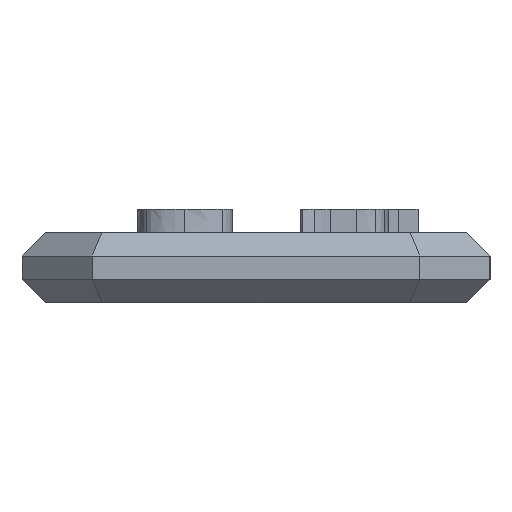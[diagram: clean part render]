
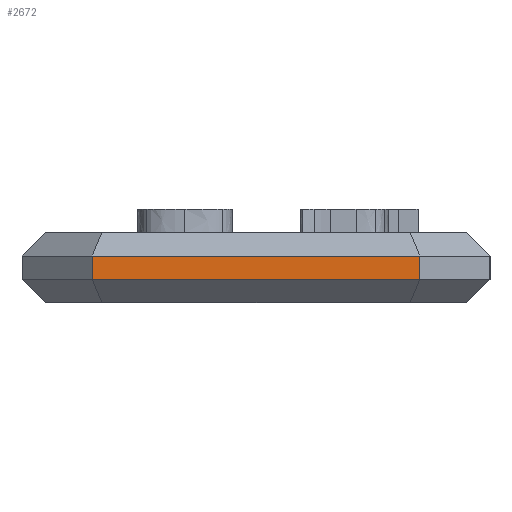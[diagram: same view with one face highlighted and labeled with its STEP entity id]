
A CAD part, left-side view. The second image highlights one B-rep face of the part: STEP entity #2672.
In plain terms, the highlighted planar face has unit normal (-1, 0, 0).
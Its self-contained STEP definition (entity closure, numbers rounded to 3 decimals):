
#2672=ADVANCED_FACE('',(#5475),#5477,.T.);
#5475=FACE_BOUND('',#5476,.T.);
#5476=EDGE_LOOP('',(#8146,#8147,#8148,#8149));
#5477=PLANE('',#5478);
#5478=AXIS2_PLACEMENT_3D('',#5479,#5480,#5481);
#5479=CARTESIAN_POINT('',(-30.,10.,0.));
#5480=DIRECTION('',(-1.,0.,0.));
#5481=DIRECTION('',(0.,-1.,0.));
#8146=ORIENTED_EDGE('',*,*,#9288,.T.);
#8147=ORIENTED_EDGE('',*,*,#9858,.T.);
#8148=ORIENTED_EDGE('',*,*,#9313,.F.);
#8149=ORIENTED_EDGE('',*,*,#9859,.F.);
#9288=EDGE_CURVE('',#10674,#10675,#10676,.T.);
#9313=EDGE_CURVE('',#10709,#10712,#10713,.T.);
#9858=EDGE_CURVE('',#10675,#10712,#11529,.T.);
#9859=EDGE_CURVE('',#10674,#10709,#11530,.T.);
#10674=VERTEX_POINT('',#13079);
#10675=VERTEX_POINT('',#13080);
#10676=LINE('',#13081,#13082);
#10709=VERTEX_POINT('',#13160);
#10712=VERTEX_POINT('',#13167);
#10713=LINE('',#13168,#13169);
#11529=LINE('',#15074,#15075);
#11530=LINE('',#15077,#15078);
#13079=CARTESIAN_POINT('',(-30.,7.,1.));
#13080=CARTESIAN_POINT('',(-30.,-7.,1.));
#13081=CARTESIAN_POINT('',(-30.,7.,1.));
#13082=VECTOR('',#13083,1.);
#13083=DIRECTION('',(0.,-1.,0.));
#13160=CARTESIAN_POINT('',(-30.,7.,2.));
#13167=CARTESIAN_POINT('',(-30.,-7.,2.));
#13168=CARTESIAN_POINT('',(-30.,7.,2.));
#13169=VECTOR('',#13170,1.);
#13170=DIRECTION('',(0.,-1.,0.));
#15074=CARTESIAN_POINT('',(-30.,-7.,1.));
#15075=VECTOR('',#15076,1.);
#15076=DIRECTION('',(0.,0.,1.));
#15077=CARTESIAN_POINT('',(-30.,7.,1.));
#15078=VECTOR('',#15079,1.);
#15079=DIRECTION('',(0.,0.,1.));
